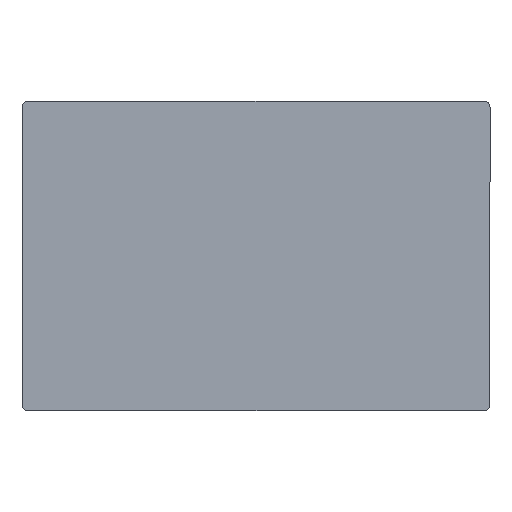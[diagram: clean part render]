
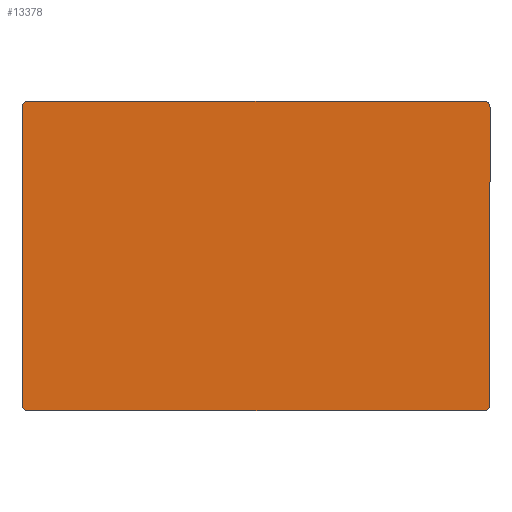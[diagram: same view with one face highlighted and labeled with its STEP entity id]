
A CAD part, front view. The second image highlights one B-rep face of the part: STEP entity #13378.
In plain terms, the highlighted planar face has unit normal (0, -1, 0).
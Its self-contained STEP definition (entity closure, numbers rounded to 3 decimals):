
#24 = LINE ( 'NONE', #8080, #16826 ) ;
#115 = DIRECTION ( 'NONE',  ( 0., 0., 1. ) ) ;
#418 = CARTESIAN_POINT ( 'NONE',  ( 76.125, 0., -51.625 ) ) ;
#705 = CARTESIAN_POINT ( 'NONE',  ( 76.125, 0., -49.625 ) ) ;
#1048 = LINE ( 'NONE', #12491, #9499 ) ;
#1162 = PLANE ( 'NONE',  #15885 ) ;
#1970 = ORIENTED_EDGE ( 'NONE', *, *, #6290, .F. ) ;
#1993 = CARTESIAN_POINT ( 'NONE',  ( 78.125, 0., -49.625 ) ) ;
#2076 = EDGE_CURVE ( 'NONE', #6738, #7264, #9732, .T. ) ;
#2090 = DIRECTION ( 'NONE',  ( 0., 0., 1. ) ) ;
#2148 = DIRECTION ( 'NONE',  ( 0., 0., -1. ) ) ;
#2312 = CARTESIAN_POINT ( 'NONE',  ( -78.125, 0., 51.625 ) ) ;
#3290 = DIRECTION ( 'NONE',  ( 0., 0., 1. ) ) ;
#3513 = CIRCLE ( 'NONE', #4976, 2. ) ;
#3822 = DIRECTION ( 'NONE',  ( 0., 0., 1. ) ) ;
#4803 = AXIS2_PLACEMENT_3D ( 'NONE', #10234, #11879, #3290 ) ;
#4976 = AXIS2_PLACEMENT_3D ( 'NONE', #18025, #5472, #17741 ) ;
#5050 = CIRCLE ( 'NONE', #17631, 2. ) ;
#5076 = LINE ( 'NONE', #14693, #10737 ) ;
#5081 = DIRECTION ( 'NONE',  ( -1., 0., 0. ) ) ;
#5170 = CARTESIAN_POINT ( 'NONE',  ( 76.125, 0., 51.625 ) ) ;
#5472 = DIRECTION ( 'NONE',  ( 0., -1., 0. ) ) ;
#5773 = CARTESIAN_POINT ( 'NONE',  ( -78.125, 0., -49.625 ) ) ;
#5927 = EDGE_LOOP ( 'NONE', ( #9736, #15168, #11373, #8329, #1970, #14998, #6200, #13775 ) ) ;
#5934 = CARTESIAN_POINT ( 'NONE',  ( -76.125, 0., -49.625 ) ) ;
#5992 = VERTEX_POINT ( 'NONE', #11695 ) ;
#6200 = ORIENTED_EDGE ( 'NONE', *, *, #2076, .F. ) ;
#6290 = EDGE_CURVE ( 'NONE', #5992, #17381, #5076, .T. ) ;
#6552 = CIRCLE ( 'NONE', #4803, 2. ) ;
#6738 = VERTEX_POINT ( 'NONE', #10337 ) ;
#6975 = VERTEX_POINT ( 'NONE', #12537 ) ;
#7264 = VERTEX_POINT ( 'NONE', #5170 ) ;
#7659 = AXIS2_PLACEMENT_3D ( 'NONE', #705, #17386, #2090 ) ;
#8080 = CARTESIAN_POINT ( 'NONE',  ( -78.125, 0., -51.625 ) ) ;
#8294 = CARTESIAN_POINT ( 'NONE',  ( -78.125, 0., 49.625 ) ) ;
#8329 = ORIENTED_EDGE ( 'NONE', *, *, #14906, .T. ) ;
#9493 = FACE_OUTER_BOUND ( 'NONE', #5927, .T. ) ;
#9499 = VECTOR ( 'NONE', #5081, 1000. ) ;
#9732 = LINE ( 'NONE', #2312, #16988 ) ;
#9736 = ORIENTED_EDGE ( 'NONE', *, *, #12346, .F. ) ;
#10234 = CARTESIAN_POINT ( 'NONE',  ( -76.125, 0., 49.625 ) ) ;
#10333 = EDGE_CURVE ( 'NONE', #17733, #6975, #1048, .T. ) ;
#10337 = CARTESIAN_POINT ( 'NONE',  ( -76.125, 0., 51.625 ) ) ;
#10737 = VECTOR ( 'NONE', #2148, 1000. ) ;
#10775 = CARTESIAN_POINT ( 'NONE',  ( 0., 0., 0. ) ) ;
#11154 = DIRECTION ( 'NONE',  ( 0., -1., 0. ) ) ;
#11336 = DIRECTION ( 'NONE',  ( 0., 0., 1. ) ) ;
#11366 = EDGE_CURVE ( 'NONE', #6738, #12762, #6552, .T. ) ;
#11373 = ORIENTED_EDGE ( 'NONE', *, *, #10333, .F. ) ;
#11695 = CARTESIAN_POINT ( 'NONE',  ( 78.125, 0., 49.625 ) ) ;
#11879 = DIRECTION ( 'NONE',  ( 0., -1., 0. ) ) ;
#12346 = EDGE_CURVE ( 'NONE', #13946, #12762, #24, .T. ) ;
#12491 = CARTESIAN_POINT ( 'NONE',  ( -78.125, 0., -51.625 ) ) ;
#12537 = CARTESIAN_POINT ( 'NONE',  ( -76.125, 0., -51.625 ) ) ;
#12762 = VERTEX_POINT ( 'NONE', #8294 ) ;
#13378 = ADVANCED_FACE ( 'NONE', ( #9493 ), #1162, .F. ) ;
#13775 = ORIENTED_EDGE ( 'NONE', *, *, #11366, .T. ) ;
#13946 = VERTEX_POINT ( 'NONE', #5773 ) ;
#14239 = EDGE_CURVE ( 'NONE', #13946, #6975, #5050, .T. ) ;
#14693 = CARTESIAN_POINT ( 'NONE',  ( 78.125, 0., -51.625 ) ) ;
#14813 = DIRECTION ( 'NONE',  ( 0., 1., 0. ) ) ;
#14906 = EDGE_CURVE ( 'NONE', #17733, #17381, #15270, .T. ) ;
#14998 = ORIENTED_EDGE ( 'NONE', *, *, #17480, .T. ) ;
#15168 = ORIENTED_EDGE ( 'NONE', *, *, #14239, .T. ) ;
#15270 = CIRCLE ( 'NONE', #7659, 2. ) ;
#15599 = DIRECTION ( 'NONE',  ( 1., 0., 0. ) ) ;
#15885 = AXIS2_PLACEMENT_3D ( 'NONE', #10775, #14813, #3822 ) ;
#16826 = VECTOR ( 'NONE', #115, 1000. ) ;
#16988 = VECTOR ( 'NONE', #15599, 1000. ) ;
#17381 = VERTEX_POINT ( 'NONE', #1993 ) ;
#17386 = DIRECTION ( 'NONE',  ( 0., -1., 0. ) ) ;
#17480 = EDGE_CURVE ( 'NONE', #5992, #7264, #3513, .T. ) ;
#17631 = AXIS2_PLACEMENT_3D ( 'NONE', #5934, #11154, #11336 ) ;
#17733 = VERTEX_POINT ( 'NONE', #418 ) ;
#17741 = DIRECTION ( 'NONE',  ( 0., 0., 1. ) ) ;
#18025 = CARTESIAN_POINT ( 'NONE',  ( 76.125, 0., 49.625 ) ) ;
